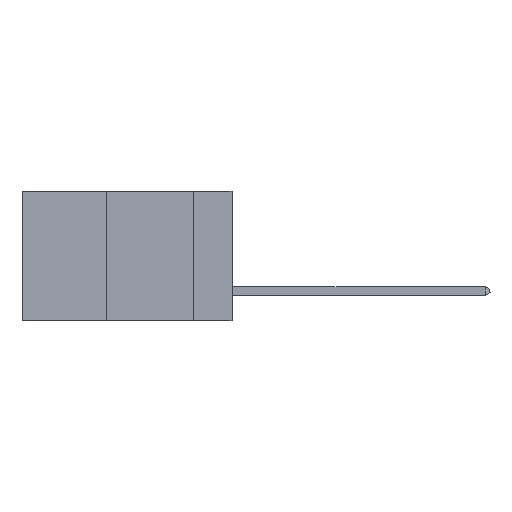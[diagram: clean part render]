
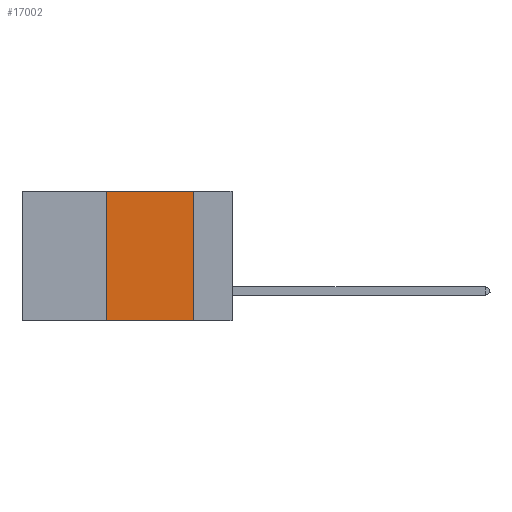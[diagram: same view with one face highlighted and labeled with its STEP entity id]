
A CAD part, left-side view. The second image highlights one B-rep face of the part: STEP entity #17002.
In plain terms, the highlighted planar face has unit normal (-1, 0, 0).
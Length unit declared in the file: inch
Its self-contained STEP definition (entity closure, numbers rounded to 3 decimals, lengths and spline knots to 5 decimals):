
#189 = CARTESIAN_POINT ( 'NONE',  ( 0., 0.6, 0. ) ) ;
#1988 = CARTESIAN_POINT ( 'NONE',  ( 0., 0.36, 0. ) ) ;
#2017 = CARTESIAN_POINT ( 'NONE',  ( 0., 0.6, -0.37 ) ) ;
#2976 = LINE ( 'NONE', #2017, #5064 ) ;
#4052 = ORIENTED_EDGE ( 'NONE', *, *, #16251, .F. ) ;
#4060 = ORIENTED_EDGE ( 'NONE', *, *, #6706, .T. ) ;
#4779 = CARTESIAN_POINT ( 'NONE',  ( 0., 0.11, -0.37 ) ) ;
#4969 = DIRECTION ( 'NONE',  ( 0., 0., -1. ) ) ;
#5060 = LINE ( 'NONE', #14445, #20755 ) ;
#5064 = VECTOR ( 'NONE', #16068, 39.37008 ) ;
#6415 = VECTOR ( 'NONE', #12460, 39.37008 ) ;
#6706 = EDGE_CURVE ( 'NONE', #18861, #15735, #2976, .T. ) ;
#7035 = VECTOR ( 'NONE', #11103, 39.37008 ) ;
#8016 = AXIS2_PLACEMENT_3D ( 'NONE', #189, #16939, #4969 ) ;
#9377 = ORIENTED_EDGE ( 'NONE', *, *, #12620, .F. ) ;
#10198 = PLANE ( 'NONE',  #8016 ) ;
#10847 = CARTESIAN_POINT ( 'NONE',  ( 0., 0.6, 0. ) ) ;
#11103 = DIRECTION ( 'NONE',  ( 0., 0., 1. ) ) ;
#11458 = LINE ( 'NONE', #19457, #7035 ) ;
#12460 = DIRECTION ( 'NONE',  ( 0., -1., 0. ) ) ;
#12620 = EDGE_CURVE ( 'NONE', #19381, #16066, #18465, .T. ) ;
#12931 = ORIENTED_EDGE ( 'NONE', *, *, #13899, .F. ) ;
#13519 = CARTESIAN_POINT ( 'NONE',  ( 0., 0.36, -0.37 ) ) ;
#13899 = EDGE_CURVE ( 'NONE', #18861, #19381, #11458, .T. ) ;
#14445 = CARTESIAN_POINT ( 'NONE',  ( 0., 0.11, 0. ) ) ;
#15735 = VERTEX_POINT ( 'NONE', #4779 ) ;
#16066 = VERTEX_POINT ( 'NONE', #20754 ) ;
#16068 = DIRECTION ( 'NONE',  ( 0., -1., 0. ) ) ;
#16251 = EDGE_CURVE ( 'NONE', #16066, #15735, #5060, .T. ) ;
#16530 = FACE_OUTER_BOUND ( 'NONE', #20209, .T. ) ;
#16939 = DIRECTION ( 'NONE',  ( 1., 0., 0. ) ) ;
#17002 = ADVANCED_FACE ( 'NONE', ( #16530 ), #10198, .F. ) ;
#18465 = LINE ( 'NONE', #10847, #6415 ) ;
#18861 = VERTEX_POINT ( 'NONE', #13519 ) ;
#19381 = VERTEX_POINT ( 'NONE', #1988 ) ;
#19436 = DIRECTION ( 'NONE',  ( 0., 0., -1. ) ) ;
#19457 = CARTESIAN_POINT ( 'NONE',  ( 0., 0.36, 0. ) ) ;
#20209 = EDGE_LOOP ( 'NONE', ( #4052, #9377, #12931, #4060 ) ) ;
#20754 = CARTESIAN_POINT ( 'NONE',  ( 0., 0.11, 0. ) ) ;
#20755 = VECTOR ( 'NONE', #19436, 39.37008 ) ;
